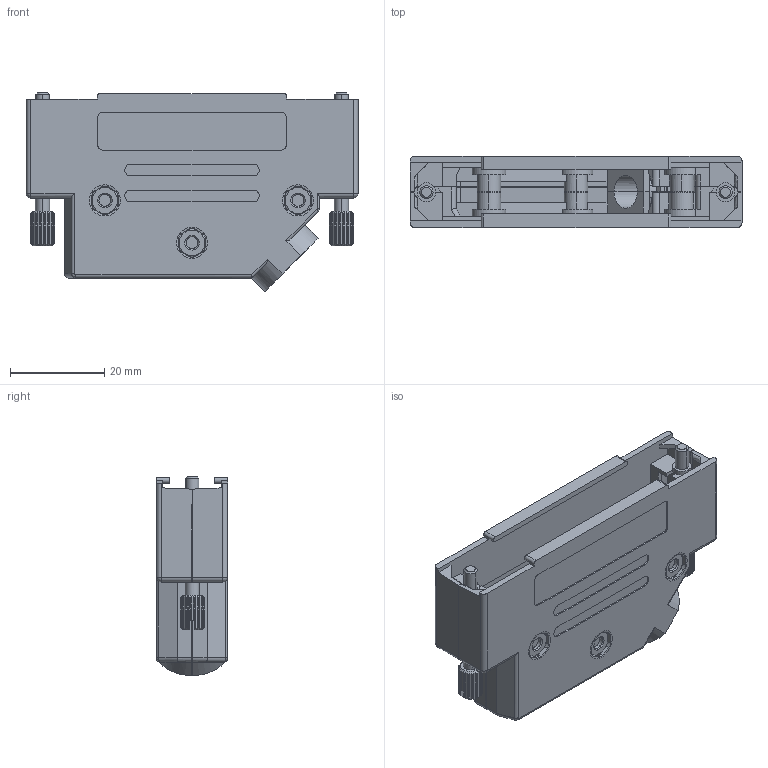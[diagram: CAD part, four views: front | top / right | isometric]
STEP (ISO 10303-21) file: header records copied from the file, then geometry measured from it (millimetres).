
FILE_DESCRIPTION (( 'STEP AP214' ), '1' );
FILE_NAME ('6688-9580.STEP', '2022-06-13T14:36:01', ( '' ), ( '' ), 'SwSTEP 2.0', 'SolidWorks 2021', '' );
FILE_SCHEMA (( 'AUTOMOTIVE_DESIGN' ));
Length unit declared in the file: millimetre
Products named in the file (7): 6805-0102-14; 6688-9580; 6855-0304-11; 6522-0121-05 (7mm); 6805-0102-04; 6826-0141-01; 6855-0303-11
Assembly tree (12 placements, depth 2):
  6688-9580
    6805-0102-14
    6522-0121-05 (7mm)  x2
    6826-0141-01  x2
    6855-0303-11  x3
    6855-0304-11  x3
    6805-0102-04
Bounding box: 70.5 x 15.15 x 42.23 mm (x, y, z)
Volume: 12938.9 mm3; surface area: 19624.9 mm2
Topology: 12 solids, 12 shells, 1083 faces, 2976 edges, 1942 vertices
Faces by surface type: plane 650, cylinder 285, cone 68, bspline 48, torus 28, sphere 4
Entity records: 25367 total; most frequent: CARTESIAN_POINT 5690, ORIENTED_EDGE 4214, DIRECTION 3885, EDGE_CURVE 2107, VERTEX_POINT 1379, VECTOR 1325, LINE 1325, AXIS2_PLACEMENT_3D 1280
